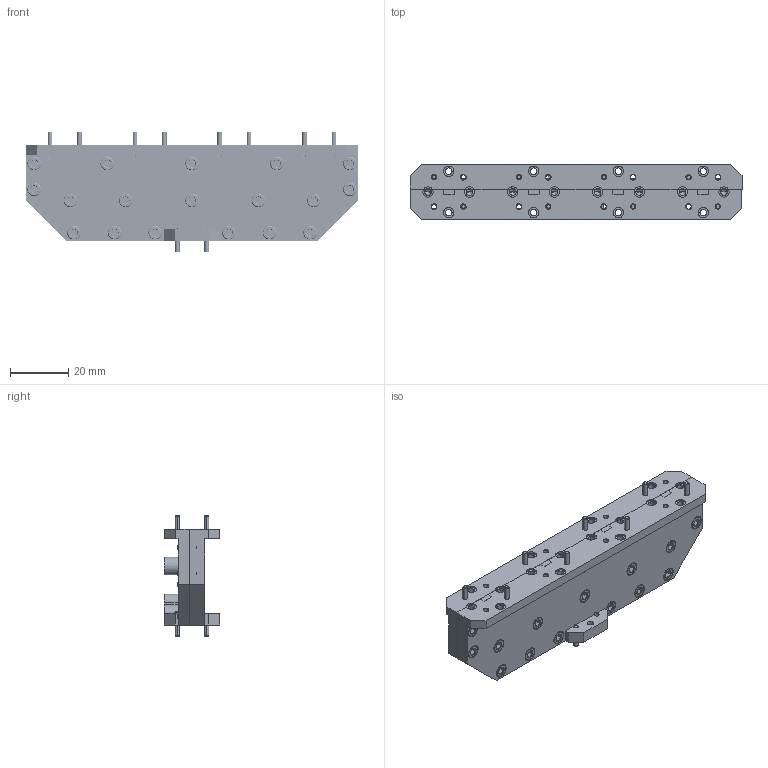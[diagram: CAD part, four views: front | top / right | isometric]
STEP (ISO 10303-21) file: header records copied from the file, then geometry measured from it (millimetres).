
FILE_DESCRIPTION (( 'STEP AP214' ), '1' );
FILE_NAME ('WP-V4I.STEP', '2018-01-22T22:41:16', ( '' ), ( '' ), 'SwSTEP 2.0', 'SolidWorks 2016', '' );
FILE_SCHEMA (( 'AUTOMOTIVE_DESIGN' ));
Length unit declared in the file: inch
Products named in the file (1): WP-V4I
Bounding box: 114.3 x 19.05 x 41.53 mm (x, y, z)
Volume: 36488.6 mm3; surface area: 25109.1 mm2
Topology: 30 solids, 30 shells, 1791 faces, 4667 edges, 2964 vertices
Faces by surface type: cylinder 1076, cone 367, plane 312, bspline 36
Entity records: 97584 total; most frequent: CARTESIAN_POINT 34020, ORIENTED_EDGE 9290, DIRECTION 7552, EDGE_CURVE 4645, VERTEX_POINT 2964, AXIS2_PLACEMENT_3D 2874, EDGE_LOOP 1971, LENGTH_MEASURE_WITH_UNIT 1823
